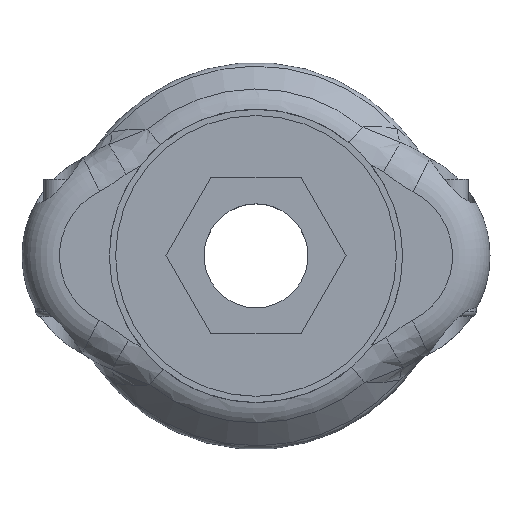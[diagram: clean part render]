
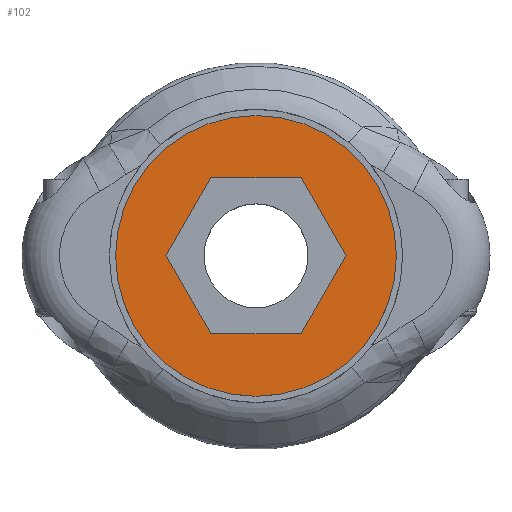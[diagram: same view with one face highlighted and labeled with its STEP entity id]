
A CAD part, top view. The second image highlights one B-rep face of the part: STEP entity #102.
In plain terms, the highlighted planar face has unit normal (0, 0, 1).
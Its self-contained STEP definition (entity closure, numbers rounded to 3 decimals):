
#102=ADVANCED_FACE('',(#443,#444),#454,.T.);
#223=VERTEX_POINT('',#225);
#225=CARTESIAN_POINT('',(7.217,12.5,-7.));
#239=VERTEX_POINT('',#240);
#240=CARTESIAN_POINT('',(14.434,0.,
   -7.));
#241=EDGE_CURVE('',#239,#223,#242,.T.);
#242=LINE('',#243,#244);
#243=CARTESIAN_POINT('',(14.434,0.,
   -7.));
#244=VECTOR('',#245,1.);
#245=DIRECTION('',(-0.5,0.866,0.
   ));
#262=VERTEX_POINT('',#264);
#264=CARTESIAN_POINT('',(-7.217,12.5,-7.));
#271=EDGE_CURVE('',#223,#262,#272,.T.);
#272=LINE('',#273,#274);
#273=CARTESIAN_POINT('',(7.217,12.5,-7.));
#274=VECTOR('',#275,1.);
#275=DIRECTION('',(-1.,0.,0.));
#292=VERTEX_POINT('',#294);
#294=CARTESIAN_POINT('',(-14.434,0.,
   -7.));
#301=EDGE_CURVE('',#262,#292,#302,.T.);
#302=LINE('',#303,#304);
#303=CARTESIAN_POINT('',(-7.217,12.5,-7.));
#304=VECTOR('',#305,1.);
#305=DIRECTION('',(-0.5,-0.866,0.));
#322=VERTEX_POINT('',#324);
#324=CARTESIAN_POINT('',(-7.217,-12.5,-7.));
#331=EDGE_CURVE('',#292,#322,#332,.T.);
#332=LINE('',#333,#334);
#333=CARTESIAN_POINT('',(-14.434,0.,
   -7.));
#334=VECTOR('',#335,1.);
#335=DIRECTION('',(0.5,-0.866,0.));
#352=VERTEX_POINT('',#354);
#354=CARTESIAN_POINT('',(7.217,-12.5,-7.));
#361=EDGE_CURVE('',#322,#352,#362,.T.);
#362=LINE('',#363,#364);
#363=CARTESIAN_POINT('',(-7.217,-12.5,-7.));
#364=VECTOR('',#365,1.);
#365=DIRECTION('',(1.,0.,0.));
#377=EDGE_CURVE('',#352,#239,#378,.T.);
#378=LINE('',#379,#380);
#379=CARTESIAN_POINT('',(7.217,-12.5,-7.));
#380=VECTOR('',#381,1.);
#381=DIRECTION('',(0.5,0.866,0.)
   );
#421=EDGE_CURVE('',#427,#427,#422,.T.);
#422=CIRCLE('',#423,22.5);
#423=AXIS2_PLACEMENT_3D('',#424,#425,#426);
#424=CARTESIAN_POINT('',(0.,0.,-7.));
#425=DIRECTION('',(0.,0.,-1.));
#426=DIRECTION('',(-1.,0.,0.));
#427=VERTEX_POINT('',#428);
#428=CARTESIAN_POINT('',(-22.5,0.,-7.));
#443=FACE_OUTER_BOUND('',#445,.T.);
#444=FACE_BOUND('',#446,.T.);
#445=EDGE_LOOP('',(#447,#448,#449,#450,#451,#452));
#446=EDGE_LOOP('',(#453));
#447=ORIENTED_EDGE('',*,*,#301,.F.);
#448=ORIENTED_EDGE('',*,*,#271,.F.);
#449=ORIENTED_EDGE('',*,*,#241,.F.);
#450=ORIENTED_EDGE('',*,*,#377,.F.);
#451=ORIENTED_EDGE('',*,*,#361,.F.);
#452=ORIENTED_EDGE('',*,*,#331,.F.);
#453=ORIENTED_EDGE('',*,*,#421,.F.);
#454=PLANE('',#455);
#455=AXIS2_PLACEMENT_3D('',#456,#457,#458);
#456=CARTESIAN_POINT('',(0.,0.,-7.));
#457=DIRECTION('',(0.,0.,1.));
#458=DIRECTION('',(1.,0.,0.));
